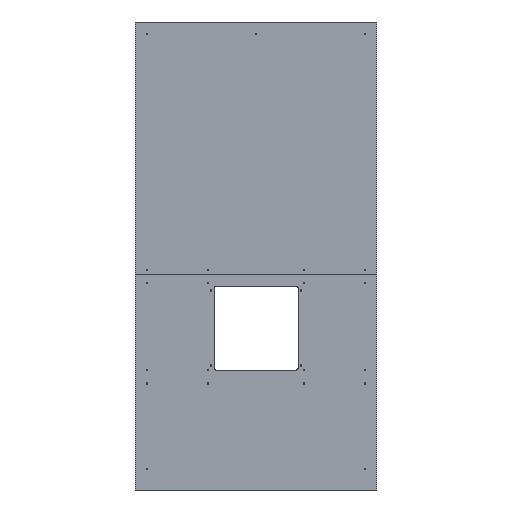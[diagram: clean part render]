
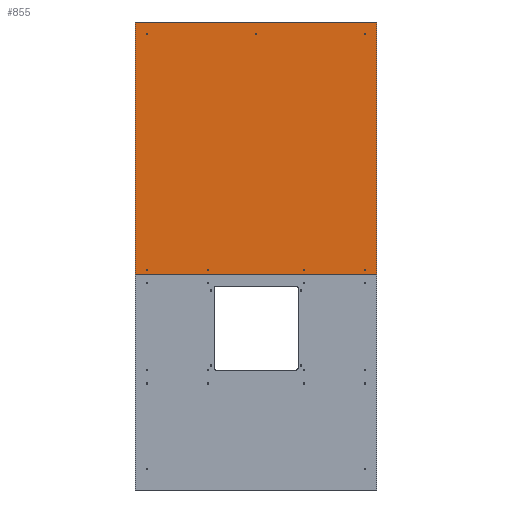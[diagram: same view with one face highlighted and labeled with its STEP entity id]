
A CAD part, front view. The second image highlights one B-rep face of the part: STEP entity #855.
In plain terms, the highlighted planar face has unit normal (0, -1, 0).
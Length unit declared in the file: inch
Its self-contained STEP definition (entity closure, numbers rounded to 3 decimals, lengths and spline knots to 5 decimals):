
#104=FACE_BOUND('',#318,.T.);
#105=FACE_BOUND('',#319,.T.);
#106=FACE_BOUND('',#320,.T.);
#107=FACE_BOUND('',#321,.T.);
#108=FACE_BOUND('',#322,.T.);
#109=FACE_BOUND('',#323,.T.);
#110=FACE_BOUND('',#324,.T.);
#169=CIRCLE('',#966,0.125);
#170=CIRCLE('',#967,0.125);
#171=CIRCLE('',#968,0.125);
#172=CIRCLE('',#969,0.125);
#173=CIRCLE('',#970,0.125);
#174=CIRCLE('',#971,0.125);
#175=CIRCLE('',#972,0.125);
#216=FACE_OUTER_BOUND('',#317,.T.);
#317=EDGE_LOOP('',(#758,#759,#760,#761));
#318=EDGE_LOOP('',(#762));
#319=EDGE_LOOP('',(#763));
#320=EDGE_LOOP('',(#764));
#321=EDGE_LOOP('',(#765));
#322=EDGE_LOOP('',(#766));
#323=EDGE_LOOP('',(#767));
#324=EDGE_LOOP('',(#768));
#378=LINE('',#1407,#418);
#382=LINE('',#1415,#422);
#383=LINE('',#1417,#423);
#384=LINE('',#1418,#424);
#418=VECTOR('',#1175,0.3937);
#422=VECTOR('',#1181,39.37008);
#423=VECTOR('',#1182,39.37008);
#424=VECTOR('',#1183,39.37008);
#490=VERTEX_POINT('',#1405);
#491=VERTEX_POINT('',#1406);
#494=VERTEX_POINT('',#1414);
#495=VERTEX_POINT('',#1416);
#496=VERTEX_POINT('',#1419);
#497=VERTEX_POINT('',#1421);
#498=VERTEX_POINT('',#1423);
#499=VERTEX_POINT('',#1425);
#500=VERTEX_POINT('',#1427);
#501=VERTEX_POINT('',#1429);
#502=VERTEX_POINT('',#1431);
#584=EDGE_CURVE('',#490,#491,#378,.T.);
#588=EDGE_CURVE('',#491,#494,#382,.T.);
#589=EDGE_CURVE('',#494,#495,#383,.T.);
#590=EDGE_CURVE('',#495,#490,#384,.T.);
#591=EDGE_CURVE('',#496,#496,#169,.T.);
#592=EDGE_CURVE('',#497,#497,#170,.T.);
#593=EDGE_CURVE('',#498,#498,#171,.T.);
#594=EDGE_CURVE('',#499,#499,#172,.T.);
#595=EDGE_CURVE('',#500,#500,#173,.T.);
#596=EDGE_CURVE('',#501,#501,#174,.T.);
#597=EDGE_CURVE('',#502,#502,#175,.T.);
#758=ORIENTED_EDGE('',*,*,#584,.T.);
#759=ORIENTED_EDGE('',*,*,#588,.T.);
#760=ORIENTED_EDGE('',*,*,#589,.T.);
#761=ORIENTED_EDGE('',*,*,#590,.T.);
#762=ORIENTED_EDGE('',*,*,#591,.T.);
#763=ORIENTED_EDGE('',*,*,#592,.T.);
#764=ORIENTED_EDGE('',*,*,#593,.T.);
#765=ORIENTED_EDGE('',*,*,#594,.T.);
#766=ORIENTED_EDGE('',*,*,#595,.T.);
#767=ORIENTED_EDGE('',*,*,#596,.T.);
#768=ORIENTED_EDGE('',*,*,#597,.T.);
#817=PLANE('',#965);
#855=ADVANCED_FACE('',(#216,#104,#105,#106,#107,#108,#109,#110),#817,.T.);
#965=AXIS2_PLACEMENT_3D('',#1413,#1179,#1180);
#966=AXIS2_PLACEMENT_3D('',#1420,#1184,#1185);
#967=AXIS2_PLACEMENT_3D('',#1422,#1186,#1187);
#968=AXIS2_PLACEMENT_3D('',#1424,#1188,#1189);
#969=AXIS2_PLACEMENT_3D('',#1426,#1190,#1191);
#970=AXIS2_PLACEMENT_3D('',#1428,#1192,#1193);
#971=AXIS2_PLACEMENT_3D('',#1430,#1194,#1195);
#972=AXIS2_PLACEMENT_3D('',#1432,#1196,#1197);
#1175=DIRECTION('',(1.,0.,0.));
#1179=DIRECTION('center_axis',(0.,-1.,0.));
#1180=DIRECTION('ref_axis',(0.,0.,-1.));
#1181=DIRECTION('',(0.,0.,1.));
#1182=DIRECTION('',(-1.,0.,0.));
#1183=DIRECTION('',(0.,0.,-1.));
#1184=DIRECTION('center_axis',(0.,1.,0.));
#1185=DIRECTION('ref_axis',(0.,0.,1.));
#1186=DIRECTION('center_axis',(0.,1.,0.));
#1187=DIRECTION('ref_axis',(0.,0.,1.));
#1188=DIRECTION('center_axis',(0.,1.,0.));
#1189=DIRECTION('ref_axis',(0.,0.,1.));
#1190=DIRECTION('center_axis',(0.,1.,0.));
#1191=DIRECTION('ref_axis',(0.,0.,1.));
#1192=DIRECTION('center_axis',(0.,1.,0.));
#1193=DIRECTION('ref_axis',(0.,0.,1.));
#1194=DIRECTION('center_axis',(0.,1.,0.));
#1195=DIRECTION('ref_axis',(0.,0.,1.));
#1196=DIRECTION('center_axis',(0.,1.,0.));
#1197=DIRECTION('ref_axis',(0.,0.,1.));
#1405=CARTESIAN_POINT('',(0.,-0.25,36.));
#1406=CARTESIAN_POINT('',(40.25,-0.25,36.));
#1407=CARTESIAN_POINT('',(10.0625,-0.25,36.));
#1413=CARTESIAN_POINT('Origin',(20.125,-0.25,39.));
#1414=CARTESIAN_POINT('',(40.25,-0.25,78.));
#1415=CARTESIAN_POINT('',(40.25,-0.25,39.));
#1416=CARTESIAN_POINT('',(0.,-0.25,78.));
#1417=CARTESIAN_POINT('',(20.125,-0.25,78.));
#1418=CARTESIAN_POINT('',(0.,-0.25,39.));
#1419=CARTESIAN_POINT('',(2.,-0.25,76.125));
#1420=CARTESIAN_POINT('Origin',(2.,-0.25,76.));
#1421=CARTESIAN_POINT('',(20.125,-0.25,76.125));
#1422=CARTESIAN_POINT('Origin',(20.125,-0.25,76.));
#1423=CARTESIAN_POINT('',(2.,-0.25,36.75));
#1424=CARTESIAN_POINT('Origin',(2.,-0.25,36.625));
#1425=CARTESIAN_POINT('',(38.25,-0.25,76.125));
#1426=CARTESIAN_POINT('Origin',(38.25,-0.25,76.));
#1427=CARTESIAN_POINT('',(38.25,-0.25,36.75));
#1428=CARTESIAN_POINT('Origin',(38.25,-0.25,36.625));
#1429=CARTESIAN_POINT('',(12.125,-0.25,36.75));
#1430=CARTESIAN_POINT('Origin',(12.125,-0.25,36.625));
#1431=CARTESIAN_POINT('',(28.125,-0.25,36.75));
#1432=CARTESIAN_POINT('Origin',(28.125,-0.25,36.625));
